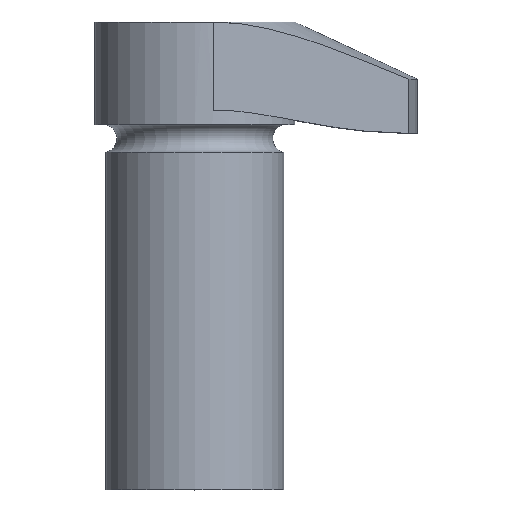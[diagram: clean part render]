
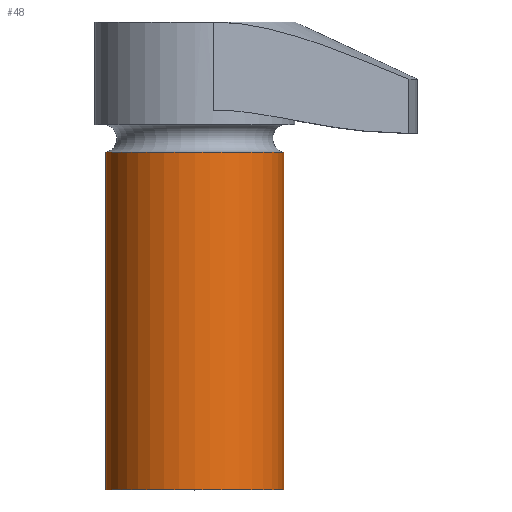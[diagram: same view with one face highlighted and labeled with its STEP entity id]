
A CAD part, top view. The second image highlights one B-rep face of the part: STEP entity #48.
In plain terms, the highlighted cylindrical face has radius 8 mm (diameter 16 mm), a full revolution.
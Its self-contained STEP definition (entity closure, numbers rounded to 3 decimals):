
#48 = ADVANCED_FACE( '', ( #108, #109 ), #110, .T. );
#108 = FACE_OUTER_BOUND( '', #186, .T. );
#109 = FACE_OUTER_BOUND( '', #187, .T. );
#110 = CYLINDRICAL_SURFACE( '', #188, 8. );
#186 = EDGE_LOOP( '', ( #288 ) );
#187 = EDGE_LOOP( '', ( #289 ) );
#188 = AXIS2_PLACEMENT_3D( '', #290, #291, #292 );
#288 = ORIENTED_EDGE( '', *, *, #433, .T. );
#289 = ORIENTED_EDGE( '', *, *, #431, .F. );
#290 = CARTESIAN_POINT( '', ( 0., 10., 0. ) );
#291 = DIRECTION( '', ( 0., -1., 0. ) );
#292 = DIRECTION( '', ( 0., 0., 1. ) );
#431 = EDGE_CURVE( '', #494, #494, #495, .T. );
#433 = EDGE_CURVE( '', #497, #497, #498, .T. );
#494 = VERTEX_POINT( '', #584 );
#495 = CIRCLE( '', #585, 8. );
#497 = VERTEX_POINT( '', #587 );
#498 = CIRCLE( '', #588, 8. );
#584 = CARTESIAN_POINT( '', ( 0., -1.7, 8. ) );
#585 = AXIS2_PLACEMENT_3D( '', #712, #713, #714 );
#587 = CARTESIAN_POINT( '', ( 0., -32., 8. ) );
#588 = AXIS2_PLACEMENT_3D( '', #715, #716, #717 );
#712 = CARTESIAN_POINT( '', ( 0., -1.7, 0. ) );
#713 = DIRECTION( '', ( 0., 1., 0. ) );
#714 = DIRECTION( '', ( 0., 0., 1. ) );
#715 = CARTESIAN_POINT( '', ( 0., -32., 0. ) );
#716 = DIRECTION( '', ( 0., 1., 0. ) );
#717 = DIRECTION( '', ( 0., 0., 1. ) );
